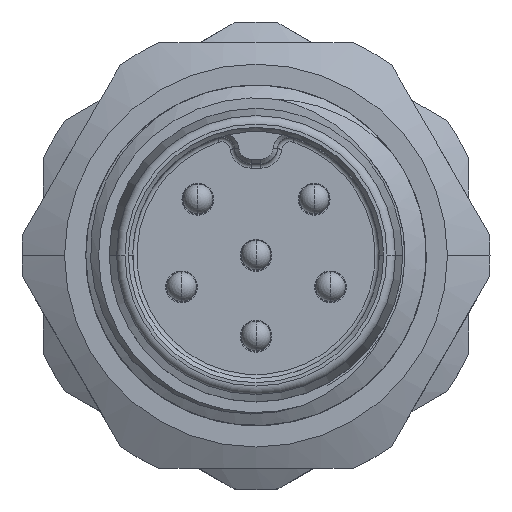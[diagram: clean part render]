
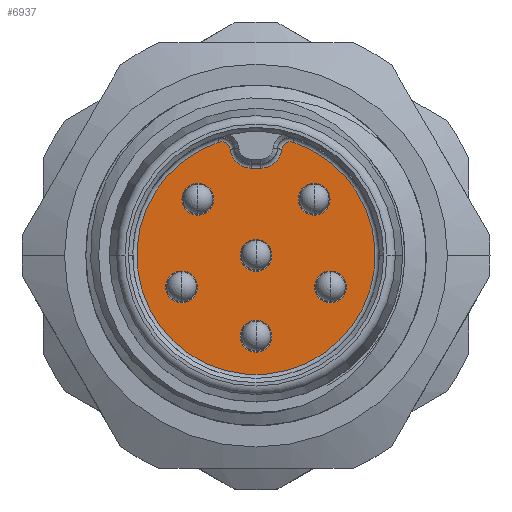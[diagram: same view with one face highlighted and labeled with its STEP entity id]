
A CAD part, top view. The second image highlights one B-rep face of the part: STEP entity #6937.
In plain terms, the highlighted planar face has unit normal (0, 0, 1).
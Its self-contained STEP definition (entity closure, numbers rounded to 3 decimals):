
#4925=CARTESIAN_POINT('',(0.,0.,7.));
#4926=DIRECTION('',(0.,0.,1.));
#4927=DIRECTION('',(-1.,0.,0.));
#4928=AXIS2_PLACEMENT_3D('',#4925,#4926,#4927);
#4930=CARTESIAN_POINT('',(0.,0.,7.));
#4931=DIRECTION('',(0.,0.,1.));
#4932=DIRECTION('',(1.,0.,0.));
#4933=AXIS2_PLACEMENT_3D('',#4930,#4931,#4932);
#4935=CARTESIAN_POINT('',(-1.749,-0.742,7.));
#4936=DIRECTION('',(0.,0.,1.));
#4937=DIRECTION('',(-1.,0.,0.));
#4938=AXIS2_PLACEMENT_3D('',#4935,#4936,#4937);
#4940=CARTESIAN_POINT('',(-1.749,-0.742,7.));
#4941=DIRECTION('',(0.,0.,1.));
#4942=DIRECTION('',(1.,0.,0.));
#4943=AXIS2_PLACEMENT_3D('',#4940,#4941,#4942);
#4945=CARTESIAN_POINT('',(0.,-1.9,7.));
#4946=DIRECTION('',(0.,0.,1.));
#4947=DIRECTION('',(-1.,0.,0.));
#4948=AXIS2_PLACEMENT_3D('',#4945,#4946,#4947);
#4950=CARTESIAN_POINT('',(0.,-1.9,7.));
#4951=DIRECTION('',(0.,0.,1.));
#4952=DIRECTION('',(1.,0.,0.));
#4953=AXIS2_PLACEMENT_3D('',#4950,#4951,#4952);
#4955=CARTESIAN_POINT('',(1.749,-0.742,7.));
#4956=DIRECTION('',(0.,0.,1.));
#4957=DIRECTION('',(-1.,0.,0.));
#4958=AXIS2_PLACEMENT_3D('',#4955,#4956,#4957);
#4960=CARTESIAN_POINT('',(1.749,-0.742,7.));
#4961=DIRECTION('',(0.,0.,1.));
#4962=DIRECTION('',(1.,0.,0.));
#4963=AXIS2_PLACEMENT_3D('',#4960,#4961,#4962);
#4965=CARTESIAN_POINT('',(1.367,1.32,7.));
#4966=DIRECTION('',(0.,0.,1.));
#4967=DIRECTION('',(-1.,0.,0.));
#4968=AXIS2_PLACEMENT_3D('',#4965,#4966,#4967);
#4970=CARTESIAN_POINT('',(1.367,1.32,7.));
#4971=DIRECTION('',(0.,0.,1.));
#4972=DIRECTION('',(1.,0.,0.));
#4973=AXIS2_PLACEMENT_3D('',#4970,#4971,#4972);
#4975=CARTESIAN_POINT('',(-1.367,1.32,7.));
#4976=DIRECTION('',(0.,0.,1.));
#4977=DIRECTION('',(-1.,0.,0.));
#4978=AXIS2_PLACEMENT_3D('',#4975,#4976,#4977);
#4980=CARTESIAN_POINT('',(-1.367,1.32,7.));
#4981=DIRECTION('',(0.,0.,1.));
#4982=DIRECTION('',(1.,0.,0.));
#4983=AXIS2_PLACEMENT_3D('',#4980,#4981,#4982);
#4985=CARTESIAN_POINT('',(-0.804,2.472,7.));
#4986=DIRECTION('',(0.,0.,-1.));
#4987=DIRECTION('',(-0.309,0.951,0.));
#4988=AXIS2_PLACEMENT_3D('',#4985,#4986,#4987);
#4990=CARTESIAN_POINT('',(-0.109,2.55,7.));
#4991=DIRECTION('',(0.,0.,1.));
#4992=DIRECTION('',(-0.994,-0.111,0.));
#4993=AXIS2_PLACEMENT_3D('',#4990,#4991,#4992);
#4995=DIRECTION('',(1.,0.,0.));
#4996=VECTOR('',#4995,0.218);
#4997=CARTESIAN_POINT('',(-0.109,2.05,7.));
#4998=LINE('',#4997,#4996);
#4999=CARTESIAN_POINT('',(0.109,2.55,7.));
#5000=DIRECTION('',(0.,0.,1.));
#5001=DIRECTION('',(0.,-1.,0.));
#5002=AXIS2_PLACEMENT_3D('',#4999,#5000,#5001);
#5004=CARTESIAN_POINT('',(0.804,2.472,7.));
#5005=DIRECTION('',(0.,0.,-1.));
#5006=DIRECTION('',(-0.994,0.111,0.));
#5007=AXIS2_PLACEMENT_3D('',#5004,#5005,#5006);
#5104=CARTESIAN_POINT('',(0.,0.,7.));
#5105=DIRECTION('',(0.,0.,1.));
#5106=DIRECTION('',(-0.309,0.951,0.));
#5107=AXIS2_PLACEMENT_3D('',#5104,#5105,#5106);
#6176=CARTESIAN_POINT('',(-0.375,0.,7.));
#6177=CARTESIAN_POINT('',(0.375,0.,7.));
#6178=VERTEX_POINT('',#6176);
#6179=VERTEX_POINT('',#6177);
#6180=CARTESIAN_POINT('',(-2.124,-0.742,7.));
#6181=CARTESIAN_POINT('',(-1.374,-0.742,7.));
#6182=VERTEX_POINT('',#6180);
#6183=VERTEX_POINT('',#6181);
#6184=CARTESIAN_POINT('',(-0.375,-1.9,7.));
#6185=CARTESIAN_POINT('',(0.375,-1.9,7.));
#6186=VERTEX_POINT('',#6184);
#6187=VERTEX_POINT('',#6185);
#6188=CARTESIAN_POINT('',(1.374,-0.742,7.));
#6189=CARTESIAN_POINT('',(2.124,-0.742,7.));
#6190=VERTEX_POINT('',#6188);
#6191=VERTEX_POINT('',#6189);
#6192=CARTESIAN_POINT('',(0.992,1.32,7.));
#6193=CARTESIAN_POINT('',(1.742,1.32,7.));
#6194=VERTEX_POINT('',#6192);
#6195=VERTEX_POINT('',#6193);
#6196=CARTESIAN_POINT('',(-1.742,1.32,7.));
#6197=CARTESIAN_POINT('',(-0.992,1.32,7.));
#6198=VERTEX_POINT('',#6196);
#6199=VERTEX_POINT('',#6197);
#6296=CARTESIAN_POINT('',(-0.866,2.663,7.));
#6297=CARTESIAN_POINT('',(-0.606,2.495,7.));
#6298=VERTEX_POINT('',#6296);
#6299=VERTEX_POINT('',#6297);
#6304=CARTESIAN_POINT('',(-0.109,2.05,7.));
#6305=VERTEX_POINT('',#6304);
#6308=CARTESIAN_POINT('',(0.109,2.05,7.));
#6309=VERTEX_POINT('',#6308);
#6312=CARTESIAN_POINT('',(0.606,2.495,7.));
#6313=VERTEX_POINT('',#6312);
#6316=CARTESIAN_POINT('',(0.866,2.663,7.));
#6317=VERTEX_POINT('',#6316);
#6884=CARTESIAN_POINT('',(0.,0.,7.));
#6885=DIRECTION('',(0.,0.,1.));
#6886=DIRECTION('',(-1.,0.,0.));
#6887=AXIS2_PLACEMENT_3D('',#6884,#6885,#6886);
#6888=PLANE('',#6887);
#6890=ORIENTED_EDGE('',*,*,#6889,.T.);
#6892=ORIENTED_EDGE('',*,*,#6891,.T.);
#6894=ORIENTED_EDGE('',*,*,#6893,.T.);
#6896=ORIENTED_EDGE('',*,*,#6895,.T.);
#6898=ORIENTED_EDGE('',*,*,#6897,.T.);
#6900=ORIENTED_EDGE('',*,*,#6899,.F.);
#6901=EDGE_LOOP('',(#6890,#6892,#6894,#6896,#6898,#6900));
#6902=FACE_OUTER_BOUND('',#6901,.F.);
#6904=ORIENTED_EDGE('',*,*,#6903,.T.);
#6906=ORIENTED_EDGE('',*,*,#6905,.T.);
#6907=EDGE_LOOP('',(#6904,#6906));
#6908=FACE_BOUND('',#6907,.F.);
#6910=ORIENTED_EDGE('',*,*,#6909,.T.);
#6912=ORIENTED_EDGE('',*,*,#6911,.T.);
#6913=EDGE_LOOP('',(#6910,#6912));
#6914=FACE_BOUND('',#6913,.F.);
#6916=ORIENTED_EDGE('',*,*,#6915,.T.);
#6918=ORIENTED_EDGE('',*,*,#6917,.T.);
#6919=EDGE_LOOP('',(#6916,#6918));
#6920=FACE_BOUND('',#6919,.F.);
#6922=ORIENTED_EDGE('',*,*,#6921,.T.);
#6924=ORIENTED_EDGE('',*,*,#6923,.T.);
#6925=EDGE_LOOP('',(#6922,#6924));
#6926=FACE_BOUND('',#6925,.F.);
#6928=ORIENTED_EDGE('',*,*,#6927,.T.);
#6930=ORIENTED_EDGE('',*,*,#6929,.T.);
#6931=EDGE_LOOP('',(#6928,#6930));
#6932=FACE_BOUND('',#6931,.F.);
#6933=ORIENTED_EDGE('',*,*,#6864,.T.);
#6934=ORIENTED_EDGE('',*,*,#6878,.T.);
#6935=EDGE_LOOP('',(#6933,#6934));
#6936=FACE_BOUND('',#6935,.F.);
#4929=CIRCLE('',#4928,0.375);
#4934=CIRCLE('',#4933,0.375);
#4939=CIRCLE('',#4938,0.375);
#4944=CIRCLE('',#4943,0.375);
#4949=CIRCLE('',#4948,0.375);
#4954=CIRCLE('',#4953,0.375);
#4959=CIRCLE('',#4958,0.375);
#4964=CIRCLE('',#4963,0.375);
#4969=CIRCLE('',#4968,0.375);
#4974=CIRCLE('',#4973,0.375);
#4979=CIRCLE('',#4978,0.375);
#4984=CIRCLE('',#4983,0.375);
#4989=CIRCLE('',#4988,0.2);
#4994=CIRCLE('',#4993,0.5);
#5003=CIRCLE('',#5002,0.5);
#5008=CIRCLE('',#5007,0.2);
#5108=CIRCLE('',#5107,2.8);
#6864=EDGE_CURVE('',#6178,#6179,#4929,.T.);
#6878=EDGE_CURVE('',#6179,#6178,#4934,.T.);
#6889=EDGE_CURVE('',#6298,#6299,#4989,.T.);
#6891=EDGE_CURVE('',#6299,#6305,#4994,.T.);
#6893=EDGE_CURVE('',#6305,#6309,#4998,.T.);
#6895=EDGE_CURVE('',#6309,#6313,#5003,.T.);
#6897=EDGE_CURVE('',#6313,#6317,#5008,.T.);
#6899=EDGE_CURVE('',#6298,#6317,#5108,.T.);
#6903=EDGE_CURVE('',#6182,#6183,#4939,.T.);
#6905=EDGE_CURVE('',#6183,#6182,#4944,.T.);
#6909=EDGE_CURVE('',#6186,#6187,#4949,.T.);
#6911=EDGE_CURVE('',#6187,#6186,#4954,.T.);
#6915=EDGE_CURVE('',#6190,#6191,#4959,.T.);
#6917=EDGE_CURVE('',#6191,#6190,#4964,.T.);
#6921=EDGE_CURVE('',#6194,#6195,#4969,.T.);
#6923=EDGE_CURVE('',#6195,#6194,#4974,.T.);
#6927=EDGE_CURVE('',#6198,#6199,#4979,.T.);
#6929=EDGE_CURVE('',#6199,#6198,#4984,.T.);
#6937=ADVANCED_FACE('',(#6902,#6908,#6914,#6920,#6926,#6932,#6936),#6888,.T.);
